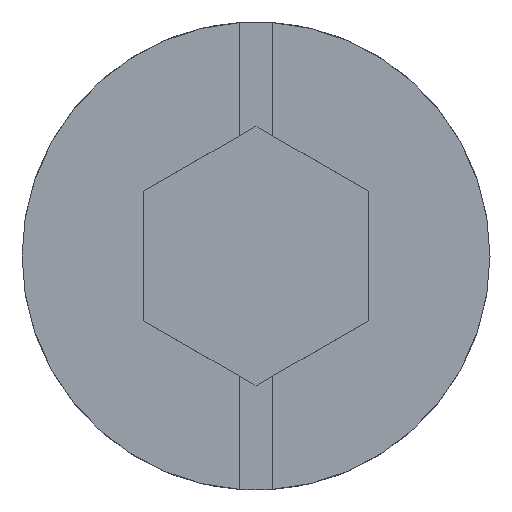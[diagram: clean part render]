
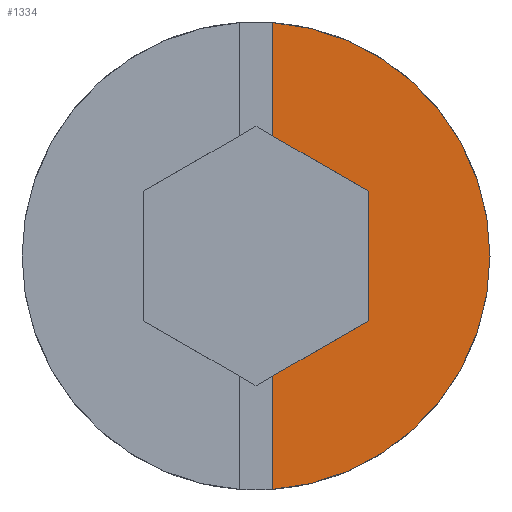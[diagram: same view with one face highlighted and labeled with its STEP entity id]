
A CAD part, left-side view. The second image highlights one B-rep face of the part: STEP entity #1334.
In plain terms, the highlighted face is planar.
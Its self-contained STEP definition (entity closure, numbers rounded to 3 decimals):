
#83=LINE('',#1739,#171);
#86=LINE('',#1745,#174);
#87=LINE('',#1748,#175);
#88=LINE('',#1751,#176);
#89=LINE('',#1753,#177);
#171=VECTOR('',#1480,1000.);
#174=VECTOR('',#1485,1000.);
#175=VECTOR('',#1486,1000.);
#176=VECTOR('',#1489,1000.);
#177=VECTOR('',#1490,1000.);
#267=ORIENTED_EDGE('',*,*,#543,.T.);
#268=ORIENTED_EDGE('',*,*,#544,.T.);
#269=ORIENTED_EDGE('',*,*,#545,.T.);
#270=ORIENTED_EDGE('',*,*,#540,.T.);
#271=ORIENTED_EDGE('',*,*,#546,.T.);
#272=ORIENTED_EDGE('',*,*,#547,.T.);
#540=EDGE_CURVE('',#679,#678,#83,.T.);
#543=EDGE_CURVE('',#681,#682,#86,.T.);
#544=EDGE_CURVE('',#682,#683,#87,.T.);
#545=EDGE_CURVE('',#683,#679,#753,.T.);
#546=EDGE_CURVE('',#678,#684,#88,.T.);
#547=EDGE_CURVE('',#684,#681,#89,.T.);
#678=VERTEX_POINT('',#1738);
#679=VERTEX_POINT('',#1740);
#681=VERTEX_POINT('',#1746);
#682=VERTEX_POINT('',#1747);
#683=VERTEX_POINT('',#1749);
#684=VERTEX_POINT('',#1752);
#753=CIRCLE('',#1399,8.33);
#769=EDGE_LOOP('',(#267,#268,#269,#270,#271,#272));
#831=FACE_BOUND('',#769,.T.);
#893=PLANE('',#1398);
#1334=ADVANCED_FACE('',(#831),#893,.T.);
#1398=AXIS2_PLACEMENT_3D('',#1744,#1483,#1484);
#1399=AXIS2_PLACEMENT_3D('',#1750,#1487,#1488);
#1480=DIRECTION('',(1.,0.,0.));
#1483=DIRECTION('',(0.,0.,-1.));
#1484=DIRECTION('',(0.,-1.,0.));
#1485=DIRECTION('',(0.5,0.866,0.));
#1486=DIRECTION('',(1.,0.,0.));
#1487=DIRECTION('',(0.,0.,-1.));
#1488=DIRECTION('',(1.,0.,0.));
#1489=DIRECTION('',(0.5,-0.866,0.));
#1490=DIRECTION('',(1.,0.,0.));
#1738=CARTESIAN_POINT('',(-4.272,-0.6,0.));
#1739=CARTESIAN_POINT('',(0.,-0.6,0.));
#1740=CARTESIAN_POINT('',(-8.308,-0.6,0.));
#1744=CARTESIAN_POINT('',(0.,0.,0.));
#1745=CARTESIAN_POINT('',(3.464,-2.,0.));
#1746=CARTESIAN_POINT('',(2.309,-4.,0.));
#1747=CARTESIAN_POINT('',(4.272,-0.6,0.));
#1748=CARTESIAN_POINT('',(0.,-0.6,0.));
#1749=CARTESIAN_POINT('',(8.308,-0.6,0.));
#1750=CARTESIAN_POINT('',(0.,0.,0.));
#1751=CARTESIAN_POINT('',(-3.464,-2.,0.));
#1752=CARTESIAN_POINT('',(-2.309,-4.,0.));
#1753=CARTESIAN_POINT('',(0.,-4.,0.));
